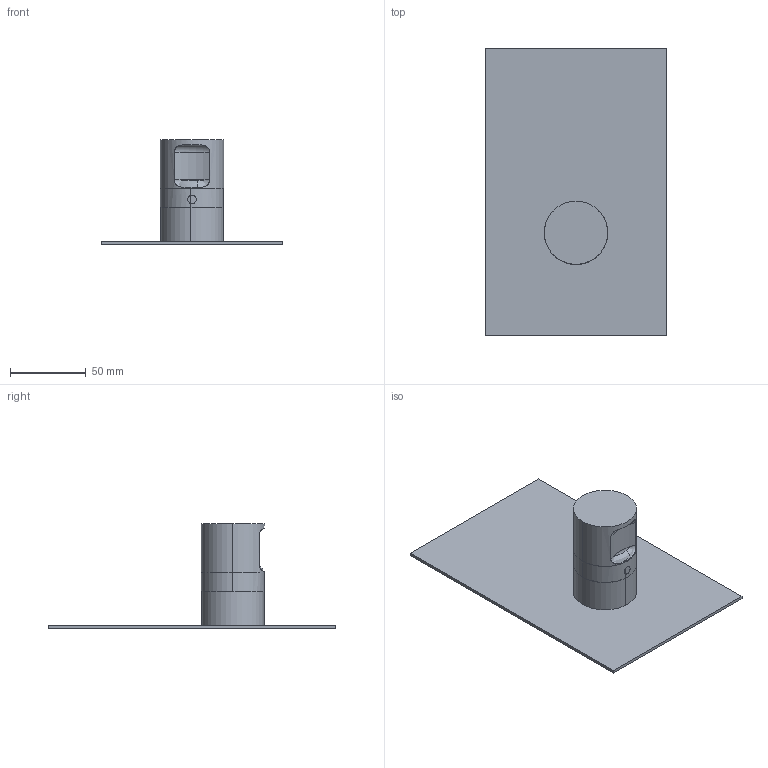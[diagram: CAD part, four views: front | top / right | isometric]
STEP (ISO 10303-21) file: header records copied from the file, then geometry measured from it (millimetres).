
FILE_DESCRIPTION (( 'STEP AP214' ), '1' );
FILE_NAME ('24189.STEP', '2024-02-08T14:11:43', ( '' ), ( '' ), 'SwSTEP 2.0', 'SolidWorks 2018', '' );
FILE_SCHEMA (( 'AUTOMOTIVE_DESIGN' ));
Length unit declared in the file: millimetre
Products named in the file (5): 984; contenitore cart. diam.35; 24189; 985; 534
Assembly tree (4 placements, depth 2):
  24189
    contenitore cart. diam.35
    534
    984
    985
Bounding box: 120.09 x 190.06 x 69.21 mm (x, y, z)
Volume: 139497.3 mm3; surface area: 67341.2 mm2
Topology: 4 solids, 4 shells, 128 faces, 273 edges, 158 vertices
Faces by surface type: cone 66, cylinder 26, plane 22, bspline 10, torus 4
Entity records: 5866 total; most frequent: CARTESIAN_POINT 2905, DIRECTION 624, ORIENTED_EDGE 542, EDGE_CURVE 271, AXIS2_PLACEMENT_3D 255, VERTEX_POINT 158, EDGE_LOOP 143, CIRCLE 130
